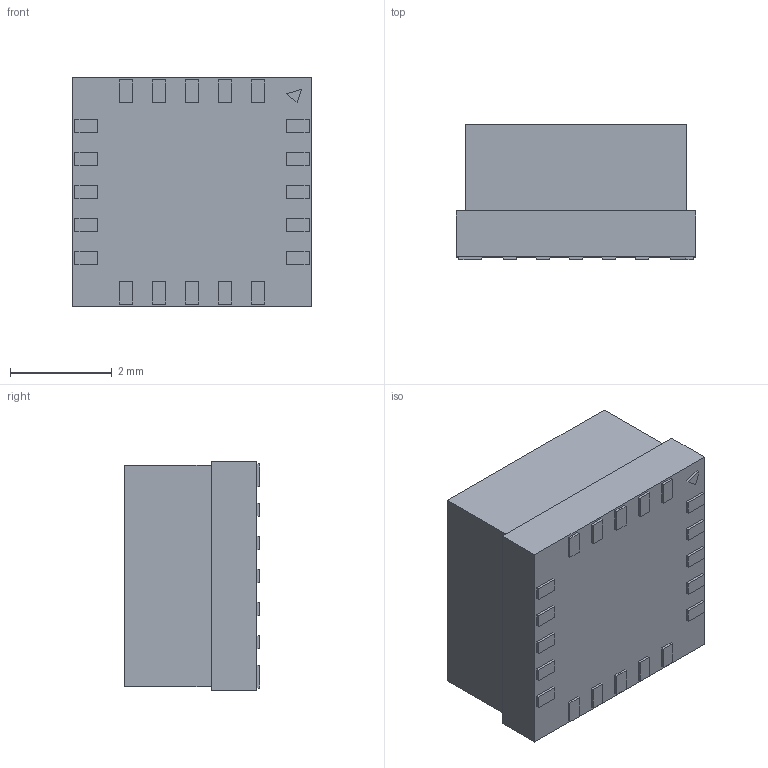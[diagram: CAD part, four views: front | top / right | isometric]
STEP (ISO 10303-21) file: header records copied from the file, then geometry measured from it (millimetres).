
FILE_DESCRIPTION (( 'STEP AP214' ), '1' );
FILE_NAME ('User Library-AS7262.STEP', '2020-11-24T09:34:31', ( '' ), ( '' ), 'SwSTEP 2.0', 'SolidWorks 2020', '' );
FILE_SCHEMA (( 'AUTOMOTIVE_DESIGN' ));
Length unit declared in the file: millimetre
Products named in the file (4): Component3; User Library-AS7262; Component1; Component2
Assembly tree (3 placements, depth 2):
  User Library-AS7262
    Component1
    Component2
    Component3
Bounding box: 4.7 x 2.65 x 4.5 mm (x, y, z)
Volume: 50.9 mm3; surface area: 134 mm2
Topology: 23 solids, 23 shells, 143 faces, 285 edges, 190 vertices
Faces by surface type: plane 139, cylinder 4
Entity records: 5534 total; most frequent: CARTESIAN_POINT 624, DIRECTION 591, ORIENTED_EDGE 570, EDGE_CURVE 285, LINE 277, VECTOR 277, VERTEX_POINT 190, UNCERTAINTY_MEASURE_WITH_UNIT 173
